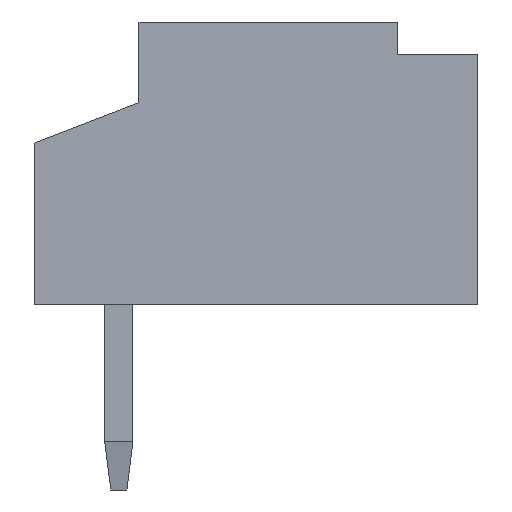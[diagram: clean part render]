
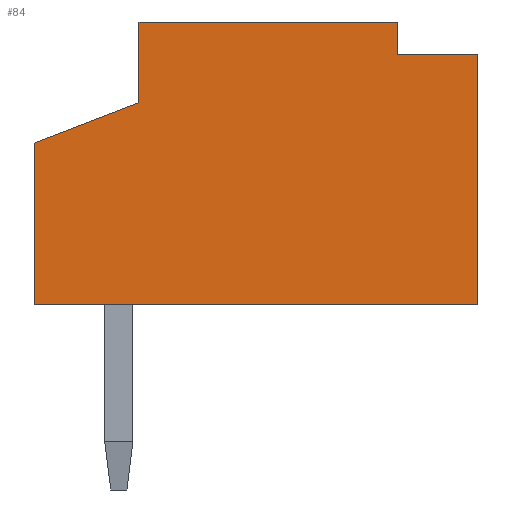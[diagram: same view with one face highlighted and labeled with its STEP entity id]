
A CAD part, left-side view. The second image highlights one B-rep face of the part: STEP entity #84.
In plain terms, the highlighted planar face has unit normal (-1, 0, 0).
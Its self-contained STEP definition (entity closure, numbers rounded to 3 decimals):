
#84=ADVANCED_FACE('',(#391),#241,.F.);
#241=PLANE('',#3008);
#391=FACE_OUTER_BOUND('',#559,.T.);
#559=EDGE_LOOP('',(#902,#903,#904,#905,#906,#907,#908,#909));
#902=ORIENTED_EDGE('',*,*,#1929,.F.);
#903=ORIENTED_EDGE('',*,*,#1937,.F.);
#904=ORIENTED_EDGE('',*,*,#1949,.F.);
#905=ORIENTED_EDGE('',*,*,#1902,.F.);
#906=ORIENTED_EDGE('',*,*,#1800,.F.);
#907=ORIENTED_EDGE('',*,*,#1919,.F.);
#908=ORIENTED_EDGE('',*,*,#1916,.F.);
#909=ORIENTED_EDGE('',*,*,#1913,.F.);
#1536=VERTEX_POINT('',#3929);
#1537=VERTEX_POINT('',#3931);
#1631=VERTEX_POINT('',#4132);
#1640=VERTEX_POINT('',#4153);
#1641=VERTEX_POINT('',#4155);
#1643=VERTEX_POINT('',#4161);
#1653=VERTEX_POINT('',#4185);
#1658=VERTEX_POINT('',#4199);
#1800=EDGE_CURVE('',#1536,#1537,#2209,.T.);
#1902=EDGE_CURVE('',#1537,#1631,#2311,.T.);
#1913=EDGE_CURVE('',#1640,#1641,#2322,.T.);
#1916=EDGE_CURVE('',#1641,#1643,#2325,.T.);
#1919=EDGE_CURVE('',#1643,#1536,#2328,.T.);
#1929=EDGE_CURVE('',#1653,#1640,#2338,.T.);
#1937=EDGE_CURVE('',#1658,#1653,#2346,.T.);
#1949=EDGE_CURVE('',#1631,#1658,#2358,.T.);
#2209=LINE('',#3930,#2608);
#2311=LINE('',#4131,#2710);
#2322=LINE('',#4154,#2721);
#2325=LINE('',#4160,#2724);
#2328=LINE('',#4165,#2727);
#2338=LINE('',#4186,#2737);
#2346=LINE('',#4200,#2745);
#2358=LINE('',#4222,#2757);
#2608=VECTOR('',#3177,1.);
#2710=VECTOR('',#3289,1.);
#2721=VECTOR('',#3304,1.);
#2724=VECTOR('',#3309,1.);
#2727=VECTOR('',#3314,1.);
#2737=VECTOR('',#3326,1.);
#2745=VECTOR('',#3336,1.);
#2757=VECTOR('',#3356,1.);
#3008=AXIS2_PLACEMENT_3D('',#4230,#3366,#3367);
#3177=DIRECTION('',(0.,0.,1.));
#3289=DIRECTION('',(0.,-1.,0.));
#3304=DIRECTION('',(0.,1.,0.));
#3309=DIRECTION('',(0.,0.,1.));
#3314=DIRECTION('',(0.,-0.933,0.359));
#3326=DIRECTION('',(0.,0.,-1.));
#3336=DIRECTION('',(0.,-1.,0.));
#3356=DIRECTION('',(0.,0.,-1.));
#3366=DIRECTION('',(1.,0.,0.));
#3367=DIRECTION('',(0.,0.,-1.));
#3929=CARTESIAN_POINT('',(-4.,5.2,2.2));
#3930=CARTESIAN_POINT('',(-4.,5.2,2.2));
#3931=CARTESIAN_POINT('',(-4.,5.2,3.2));
#4131=CARTESIAN_POINT('',(-4.,5.2,3.2));
#4132=CARTESIAN_POINT('',(-4.,2.,3.2));
#4153=CARTESIAN_POINT('',(-4.,1.,-0.3));
#4154=CARTESIAN_POINT('',(-4.,1.,-0.3));
#4155=CARTESIAN_POINT('',(-4.,6.5,-0.3));
#4160=CARTESIAN_POINT('',(-4.,6.5,-0.3));
#4161=CARTESIAN_POINT('',(-4.,6.5,1.7));
#4165=CARTESIAN_POINT('',(-4.,6.5,1.7));
#4185=CARTESIAN_POINT('',(-4.,1.,2.8));
#4186=CARTESIAN_POINT('',(-4.,1.,2.8));
#4199=CARTESIAN_POINT('',(-4.,2.,2.8));
#4200=CARTESIAN_POINT('',(-4.,2.,2.8));
#4222=CARTESIAN_POINT('',(-4.,2.,3.2));
#4230=CARTESIAN_POINT('',(-4.,0.,0.));
